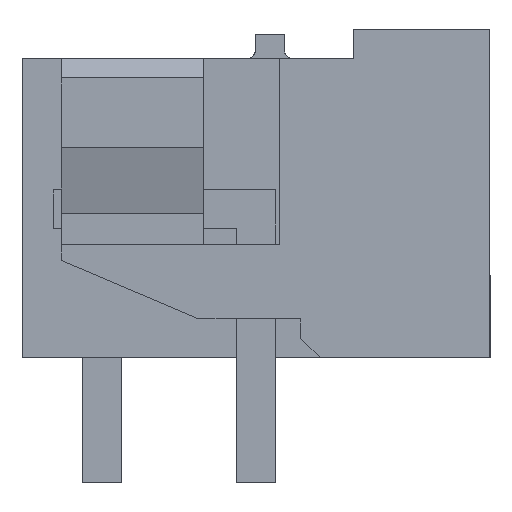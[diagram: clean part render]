
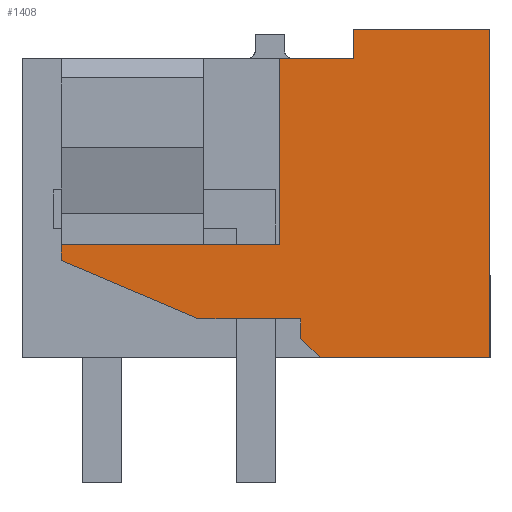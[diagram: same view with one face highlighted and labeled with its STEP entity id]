
A CAD part, left-side view. The second image highlights one B-rep face of the part: STEP entity #1408.
In plain terms, the highlighted planar face has unit normal (-1, 0, 0).
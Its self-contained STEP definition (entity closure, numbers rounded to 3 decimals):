
#1368=AXIS2_PLACEMENT_3D('Plane Axis2P3D',#1365,#1366,#1367) ;
#254=CARTESIAN_POINT('Vertex',(0.,0.,3.2)) ;
#259=CARTESIAN_POINT('Line Origine',(0.,2.177,3.2)) ;
#263=CARTESIAN_POINT('Vertex',(0.,4.354,3.2)) ;
#408=CARTESIAN_POINT('Vertex',(0.,5.4,10.88)) ;
#411=CARTESIAN_POINT('Line Origine',(0.,4.45,10.88)) ;
#415=CARTESIAN_POINT('Vertex',(0.,3.5,10.88)) ;
#802=CARTESIAN_POINT('Line Origine',(0.,11.,5.905)) ;
#806=CARTESIAN_POINT('Vertex',(0.,11.,6.11)) ;
#808=CARTESIAN_POINT('Vertex',(0.,11.,5.701)) ;
#910=CARTESIAN_POINT('Vertex',(0.,7.465,4.203)) ;
#913=CARTESIAN_POINT('Line Origine',(0.,9.232,4.952)) ;
#934=CARTESIAN_POINT('Vertex',(0.,4.854,4.203)) ;
#937=CARTESIAN_POINT('Line Origine',(0.,6.159,4.203)) ;
#992=CARTESIAN_POINT('Vertex',(0.,4.854,3.7)) ;
#995=CARTESIAN_POINT('Line Origine',(0.,4.854,3.951)) ;
#1012=CARTESIAN_POINT('Line Origine',(0.,4.604,3.45)) ;
#1035=CARTESIAN_POINT('Vertex',(0.,0.,11.63)) ;
#1038=CARTESIAN_POINT('Line Origine',(0.,0.,7.415)) ;
#1365=CARTESIAN_POINT('Axis2P3D Location',(0.,12.,1.7)) ;
#1370=CARTESIAN_POINT('Line Origine',(0.,1.75,11.63)) ;
#1374=CARTESIAN_POINT('Vertex',(0.,3.5,11.63)) ;
#1377=CARTESIAN_POINT('Line Origine',(0.,3.5,11.255)) ;
#1382=CARTESIAN_POINT('Line Origine',(0.,5.4,8.495)) ;
#1386=CARTESIAN_POINT('Vertex',(0.,5.4,6.11)) ;
#1389=CARTESIAN_POINT('Line Origine',(0.,8.2,6.11)) ;
#260=DIRECTION('Vector Direction',(0.,1.,0.)) ;
#412=DIRECTION('Vector Direction',(0.,1.,0.)) ;
#803=DIRECTION('Vector Direction',(0.,0.,1.)) ;
#914=DIRECTION('Vector Direction',(0.,0.921,0.39)) ;
#938=DIRECTION('Vector Direction',(0.,-1.,0.)) ;
#996=DIRECTION('Vector Direction',(0.,0.,-1.)) ;
#1013=DIRECTION('Vector Direction',(0.,0.707,0.707)) ;
#1039=DIRECTION('Vector Direction',(0.,0.,-1.)) ;
#1366=DIRECTION('Axis2P3D Direction',(-1.,0.,0.)) ;
#1367=DIRECTION('Axis2P3D XDirection',(0.,-1.,0.)) ;
#1371=DIRECTION('Vector Direction',(0.,1.,0.)) ;
#1378=DIRECTION('Vector Direction',(0.,0.,1.)) ;
#1383=DIRECTION('Vector Direction',(0.,0.,-1.)) ;
#1390=DIRECTION('Vector Direction',(0.,1.,0.)) ;
#261=VECTOR('Line Direction',#260,1.) ;
#413=VECTOR('Line Direction',#412,1.) ;
#804=VECTOR('Line Direction',#803,1.) ;
#915=VECTOR('Line Direction',#914,1.) ;
#939=VECTOR('Line Direction',#938,1.) ;
#997=VECTOR('Line Direction',#996,1.) ;
#1014=VECTOR('Line Direction',#1013,1.) ;
#1040=VECTOR('Line Direction',#1039,1.) ;
#1372=VECTOR('Line Direction',#1371,1.) ;
#1379=VECTOR('Line Direction',#1378,1.) ;
#1384=VECTOR('Line Direction',#1383,1.) ;
#1391=VECTOR('Line Direction',#1390,1.) ;
#1395=ORIENTED_EDGE('',*,*,#1376,.T.) ;
#1396=ORIENTED_EDGE('',*,*,#1381,.T.) ;
#1397=ORIENTED_EDGE('',*,*,#417,.T.) ;
#1398=ORIENTED_EDGE('',*,*,#1388,.T.) ;
#1399=ORIENTED_EDGE('',*,*,#1393,.T.) ;
#1400=ORIENTED_EDGE('',*,*,#810,.T.) ;
#1401=ORIENTED_EDGE('',*,*,#917,.T.) ;
#1402=ORIENTED_EDGE('',*,*,#941,.T.) ;
#1403=ORIENTED_EDGE('',*,*,#999,.T.) ;
#1404=ORIENTED_EDGE('',*,*,#1016,.T.) ;
#1405=ORIENTED_EDGE('',*,*,#265,.T.) ;
#1406=ORIENTED_EDGE('',*,*,#1042,.T.) ;
#1408=ADVANCED_FACE('HOUSING',(#1407),#1369,.T.) ;
#265=EDGE_CURVE('',#264,#255,#262,.F.) ;
#417=EDGE_CURVE('',#416,#409,#414,.T.) ;
#810=EDGE_CURVE('',#807,#809,#805,.F.) ;
#917=EDGE_CURVE('',#809,#911,#916,.F.) ;
#941=EDGE_CURVE('',#911,#935,#940,.T.) ;
#999=EDGE_CURVE('',#935,#993,#998,.T.) ;
#1016=EDGE_CURVE('',#993,#264,#1015,.F.) ;
#1042=EDGE_CURVE('',#255,#1036,#1041,.F.) ;
#1376=EDGE_CURVE('',#1036,#1375,#1373,.T.) ;
#1381=EDGE_CURVE('',#1375,#416,#1380,.F.) ;
#1388=EDGE_CURVE('',#409,#1387,#1385,.T.) ;
#1393=EDGE_CURVE('',#1387,#807,#1392,.T.) ;
#1394=EDGE_LOOP('',(#1395,#1396,#1397,#1398,#1399,#1400,#1401,#1402,#1403,#1404,#1405,#1406)) ;
#1407=FACE_OUTER_BOUND('',#1394,.T.) ;
#262=LINE('Line',#259,#261) ;
#414=LINE('Line',#411,#413) ;
#805=LINE('Line',#802,#804) ;
#916=LINE('Line',#913,#915) ;
#940=LINE('Line',#937,#939) ;
#998=LINE('Line',#995,#997) ;
#1015=LINE('Line',#1012,#1014) ;
#1041=LINE('Line',#1038,#1040) ;
#1373=LINE('Line',#1370,#1372) ;
#1380=LINE('Line',#1377,#1379) ;
#1385=LINE('Line',#1382,#1384) ;
#1392=LINE('Line',#1389,#1391) ;
#1369=PLANE('',#1368) ;
#255=VERTEX_POINT('',#254) ;
#264=VERTEX_POINT('',#263) ;
#409=VERTEX_POINT('',#408) ;
#416=VERTEX_POINT('',#415) ;
#807=VERTEX_POINT('',#806) ;
#809=VERTEX_POINT('',#808) ;
#911=VERTEX_POINT('',#910) ;
#935=VERTEX_POINT('',#934) ;
#993=VERTEX_POINT('',#992) ;
#1036=VERTEX_POINT('',#1035) ;
#1375=VERTEX_POINT('',#1374) ;
#1387=VERTEX_POINT('',#1386) ;
